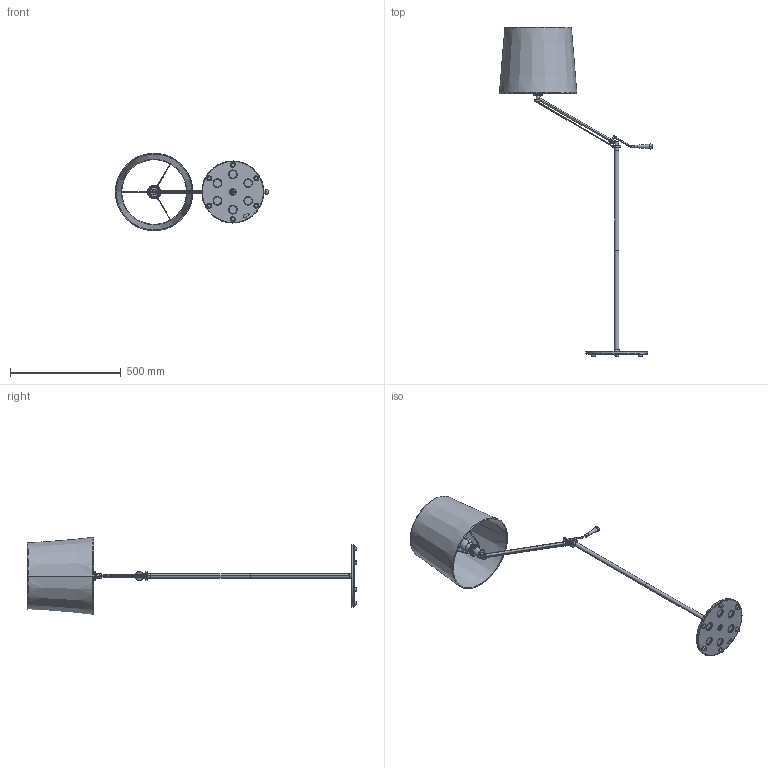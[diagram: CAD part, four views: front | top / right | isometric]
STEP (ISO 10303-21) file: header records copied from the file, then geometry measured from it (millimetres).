
FILE_DESCRIPTION (( 'STEP AP203' ), '1' );
FILE_NAME ('AL 52 FS._exported.step', '2025-02-09T07:56:24', ( '' ), ( '' ), 'SwSTEP 2.0', 'SolidWorks 2023', '' );
FILE_SCHEMA (( 'CONFIG_CONTROL_DESIGN' ));
Length unit declared in the file: millimetre
Products named in the file (1): AL 52 FS._exported
Bounding box: 691.7 x 1486.96 x 350 mm (x, y, z)
Surface area: 963493.7 mm2 (no closed solid volume)
Topology: 0 solids, 27 shells, 254 faces, 766 edges, 525 vertices
Faces by surface type: cylinder 107, torus 78, plane 35, cone 28, sphere 4, bspline 2
Entity records: 10204 total; most frequent: CARTESIAN_POINT 3198, DIRECTION 1621, ORIENTED_EDGE 1232, EDGE_CURVE 756, AXIS2_PLACEMENT_3D 700, VERTEX_POINT 519, CIRCLE 447, EDGE_LOOP 299
